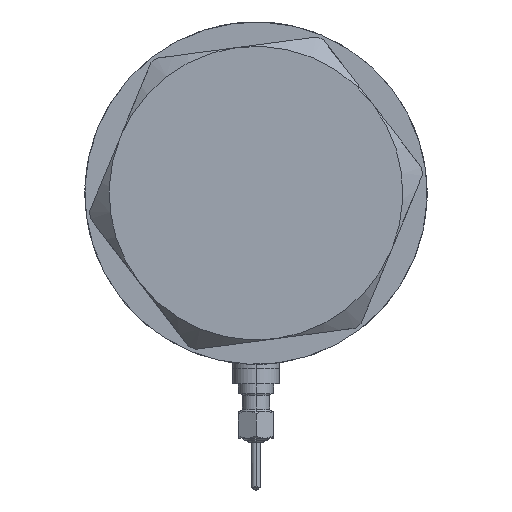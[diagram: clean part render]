
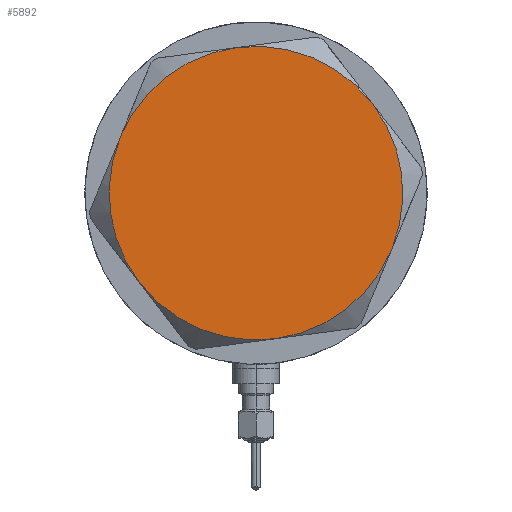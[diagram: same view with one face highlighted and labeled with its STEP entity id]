
A CAD part, left-side view. The second image highlights one B-rep face of the part: STEP entity #5892.
In plain terms, the highlighted face is planar.
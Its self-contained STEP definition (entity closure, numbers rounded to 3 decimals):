
#52 = VERTEX_POINT ( 'NONE', #1198 ) ;
#199 = EDGE_CURVE ( 'NONE', #2619, #5351, #419, .T. ) ;
#329 = EDGE_CURVE ( 'NONE', #52, #2412, #424, .T. ) ;
#419 = CIRCLE ( 'NONE', #4108, 37.75 ) ;
#424 = CIRCLE ( 'NONE', #844, 37.75 ) ;
#438 = DIRECTION ( 'NONE',  ( 0., 0., 1. ) ) ;
#549 = AXIS2_PLACEMENT_3D ( 'NONE', #2133, #5723, #4221 ) ;
#561 = AXIS2_PLACEMENT_3D ( 'NONE', #6055, #1938, #1036 ) ;
#583 = CARTESIAN_POINT ( 'NONE',  ( -18.875, 32.692, 13. ) ) ;
#752 = AXIS2_PLACEMENT_3D ( 'NONE', #4051, #438, #3997 ) ;
#815 = CARTESIAN_POINT ( 'NONE',  ( 0., 0., 13. ) ) ;
#844 = AXIS2_PLACEMENT_3D ( 'NONE', #1710, #1088, #5133 ) ;
#862 = CARTESIAN_POINT ( 'NONE',  ( -18.875, -32.692, 13. ) ) ;
#1036 = DIRECTION ( 'NONE',  ( 1., 0., 0. ) ) ;
#1057 = DIRECTION ( 'NONE',  ( 1., 0., 0. ) ) ;
#1088 = DIRECTION ( 'NONE',  ( 0., 0., 1. ) ) ;
#1123 = CARTESIAN_POINT ( 'NONE',  ( 0., 0., 13. ) ) ;
#1198 = CARTESIAN_POINT ( 'NONE',  ( 18.875, -32.692, 13. ) ) ;
#1228 = DIRECTION ( 'NONE',  ( 0., 0., 1. ) ) ;
#1349 = VERTEX_POINT ( 'NONE', #4358 ) ;
#1710 = CARTESIAN_POINT ( 'NONE',  ( 0., 0., 13. ) ) ;
#1822 = AXIS2_PLACEMENT_3D ( 'NONE', #1123, #3150, #3095 ) ;
#1938 = DIRECTION ( 'NONE',  ( 0., 0., 1. ) ) ;
#1995 = PLANE ( 'NONE',  #561 ) ;
#2028 = ORIENTED_EDGE ( 'NONE', *, *, #6011, .T. ) ;
#2133 = CARTESIAN_POINT ( 'NONE',  ( 0., 0., 13. ) ) ;
#2213 = EDGE_CURVE ( 'NONE', #5351, #52, #3610, .T. ) ;
#2273 = ORIENTED_EDGE ( 'NONE', *, *, #2213, .T. ) ;
#2412 = VERTEX_POINT ( 'NONE', #6309 ) ;
#2420 = ORIENTED_EDGE ( 'NONE', *, *, #329, .T. ) ;
#2604 = VERTEX_POINT ( 'NONE', #583 ) ;
#2619 = VERTEX_POINT ( 'NONE', #5248 ) ;
#2706 = EDGE_CURVE ( 'NONE', #2412, #1349, #3179, .T. ) ;
#2777 = CIRCLE ( 'NONE', #1822, 37.75 ) ;
#2940 = FACE_OUTER_BOUND ( 'NONE', #5461, .T. ) ;
#3095 = DIRECTION ( 'NONE',  ( 1., 0., 0. ) ) ;
#3150 = DIRECTION ( 'NONE',  ( 0., 0., 1. ) ) ;
#3179 = CIRCLE ( 'NONE', #3722, 37.75 ) ;
#3610 = CIRCLE ( 'NONE', #752, 37.75 ) ;
#3715 = DIRECTION ( 'NONE',  ( 0., 0., 1. ) ) ;
#3722 = AXIS2_PLACEMENT_3D ( 'NONE', #815, #1228, #4178 ) ;
#3749 = ORIENTED_EDGE ( 'NONE', *, *, #4190, .T. ) ;
#3831 = ORIENTED_EDGE ( 'NONE', *, *, #2706, .T. ) ;
#3997 = DIRECTION ( 'NONE',  ( 1., 0., 0. ) ) ;
#4051 = CARTESIAN_POINT ( 'NONE',  ( 0., 0., 13. ) ) ;
#4108 = AXIS2_PLACEMENT_3D ( 'NONE', #5544, #3715, #1057 ) ;
#4178 = DIRECTION ( 'NONE',  ( 1., 0., 0. ) ) ;
#4190 = EDGE_CURVE ( 'NONE', #2604, #2619, #4765, .T. ) ;
#4221 = DIRECTION ( 'NONE',  ( 1., 0., 0. ) ) ;
#4358 = CARTESIAN_POINT ( 'NONE',  ( 18.875, 32.692, 13. ) ) ;
#4765 = CIRCLE ( 'NONE', #549, 37.75 ) ;
#5133 = DIRECTION ( 'NONE',  ( 1., 0., 0. ) ) ;
#5248 = CARTESIAN_POINT ( 'NONE',  ( -37.75, 0., 13. ) ) ;
#5351 = VERTEX_POINT ( 'NONE', #862 ) ;
#5461 = EDGE_LOOP ( 'NONE', ( #2420, #3831, #2028, #3749, #5776, #2273 ) ) ;
#5544 = CARTESIAN_POINT ( 'NONE',  ( 0., 0., 13. ) ) ;
#5723 = DIRECTION ( 'NONE',  ( 0., 0., 1. ) ) ;
#5776 = ORIENTED_EDGE ( 'NONE', *, *, #199, .T. ) ;
#5892 = ADVANCED_FACE ( 'NONE', ( #2940 ), #1995, .T. ) ;
#6011 = EDGE_CURVE ( 'NONE', #1349, #2604, #2777, .T. ) ;
#6055 = CARTESIAN_POINT ( 'NONE',  ( 0., 0., 13. ) ) ;
#6309 = CARTESIAN_POINT ( 'NONE',  ( 37.75, 0., 13. ) ) ;
